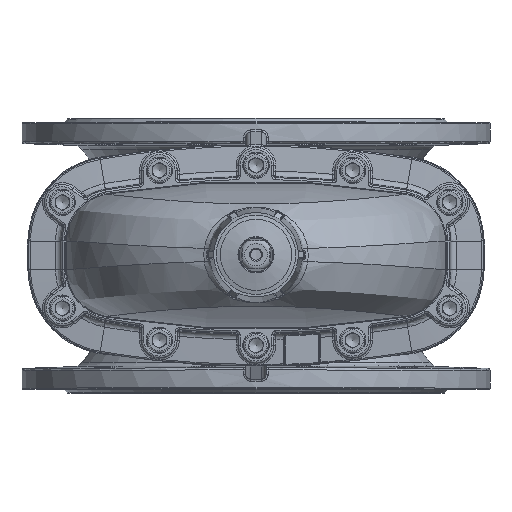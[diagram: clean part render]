
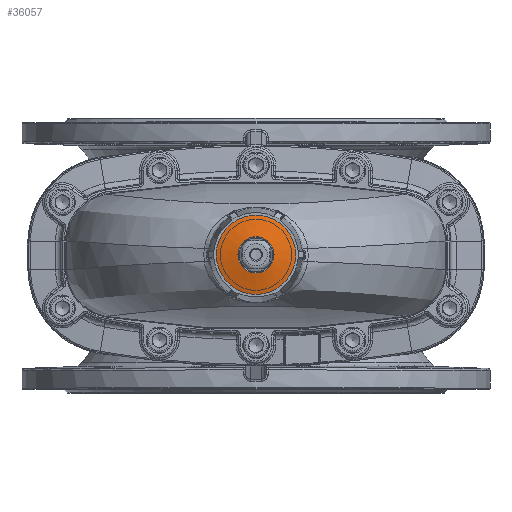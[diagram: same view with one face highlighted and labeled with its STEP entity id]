
A CAD part, top view. The second image highlights one B-rep face of the part: STEP entity #36057.
In plain terms, the highlighted conical face has half-angle 76.84 degrees and reference radius 17.728 mm.
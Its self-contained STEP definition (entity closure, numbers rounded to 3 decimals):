
#751 = VERTEX_POINT ( 'NONE', #55098 ) ;
#1177 = AXIS2_PLACEMENT_3D ( 'NONE', #12953, #45626, #17642 ) ;
#8010 = CONICAL_SURFACE ( 'NONE', #36768, 17.728, 1.341 ) ;
#10643 = ORIENTED_EDGE ( 'NONE', *, *, #59257, .T. ) ;
#12953 = CARTESIAN_POINT ( 'NONE',  ( 0., 0., 677.974 ) ) ;
#14104 = AXIS2_PLACEMENT_3D ( 'NONE', #55519, #27555, #60173 ) ;
#17642 = DIRECTION ( 'NONE',  ( 0., 1., 0. ) ) ;
#22090 = EDGE_LOOP ( 'NONE', ( #10643 ) ) ;
#23306 = FACE_OUTER_BOUND ( 'NONE', #53009, .T. ) ;
#24160 = VERTEX_POINT ( 'NONE', #31851 ) ;
#27555 = DIRECTION ( 'NONE',  ( 0., 0., -1. ) ) ;
#31851 = CARTESIAN_POINT ( 'NONE',  ( 0., 17.728, 677.974 ) ) ;
#33374 = CARTESIAN_POINT ( 'NONE',  ( 0., 0., 677.974 ) ) ;
#36057 = ADVANCED_FACE ( 'NONE', ( #23306, #57613 ), #8010, .T. ) ;
#36768 = AXIS2_PLACEMENT_3D ( 'NONE', #33374, #38099, #37888 ) ;
#37888 = DIRECTION ( 'NONE',  ( 0., 1., 0. ) ) ;
#38099 = DIRECTION ( 'NONE',  ( 0., 0., -1. ) ) ;
#38685 = ORIENTED_EDGE ( 'NONE', *, *, #58247, .F. ) ;
#44610 = CIRCLE ( 'NONE', #14104, 39. ) ;
#45626 = DIRECTION ( 'NONE',  ( 0., 0., -1. ) ) ;
#46011 = CIRCLE ( 'NONE', #1177, 17.728 ) ;
#53009 = EDGE_LOOP ( 'NONE', ( #38685 ) ) ;
#55098 = CARTESIAN_POINT ( 'NONE',  ( 0., 39., 673. ) ) ;
#55519 = CARTESIAN_POINT ( 'NONE',  ( 0., 0., 673. ) ) ;
#57613 = FACE_BOUND ( 'NONE', #22090, .T. ) ;
#58247 = EDGE_CURVE ( 'NONE', #751, #751, #44610, .T. ) ;
#59257 = EDGE_CURVE ( 'NONE', #24160, #24160, #46011, .T. ) ;
#60173 = DIRECTION ( 'NONE',  ( 0., 1., 0. ) ) ;
